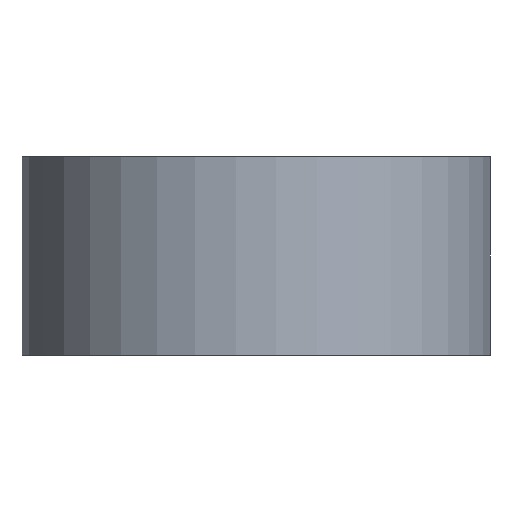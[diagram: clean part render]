
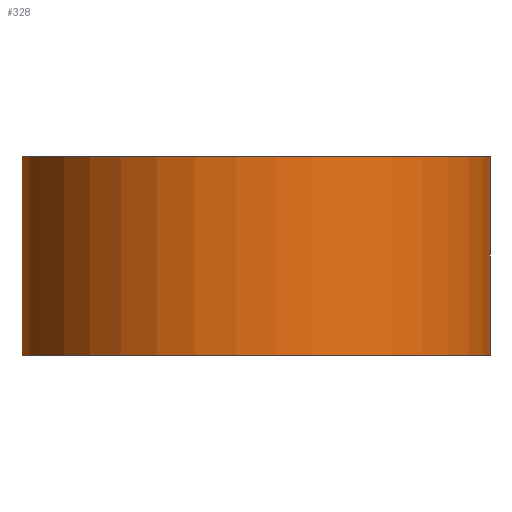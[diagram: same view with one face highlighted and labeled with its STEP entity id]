
A CAD part, front view. The second image highlights one B-rep face of the part: STEP entity #328.
In plain terms, the highlighted cylindrical face has radius 7.1 mm (diameter 14.2 mm), a partial arc.
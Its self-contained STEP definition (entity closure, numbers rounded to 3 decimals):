
#28=FACE_OUTER_BOUND('',#46,.T.);
#46=EDGE_LOOP('',(#222,#223,#224,#225));
#66=LINE('',#498,#94);
#67=LINE('',#501,#95);
#94=VECTOR('',#392,6.);
#95=VECTOR('',#395,6.);
#122=CIRCLE('',#349,7.1);
#123=CIRCLE('',#350,7.1);
#142=VERTEX_POINT('',#494);
#143=VERTEX_POINT('',#495);
#144=VERTEX_POINT('',#497);
#145=VERTEX_POINT('',#499);
#174=EDGE_CURVE('',#142,#143,#122,.T.);
#175=EDGE_CURVE('',#142,#144,#66,.T.);
#176=EDGE_CURVE('',#144,#145,#123,.T.);
#177=EDGE_CURVE('',#143,#145,#67,.T.);
#222=ORIENTED_EDGE('',*,*,#174,.F.);
#223=ORIENTED_EDGE('',*,*,#175,.T.);
#224=ORIENTED_EDGE('',*,*,#176,.T.);
#225=ORIENTED_EDGE('',*,*,#177,.F.);
#318=CYLINDRICAL_SURFACE('',#348,7.1);
#328=ADVANCED_FACE('',(#28),#318,.T.);
#348=AXIS2_PLACEMENT_3D('',#493,#388,#389);
#349=AXIS2_PLACEMENT_3D('',#496,#390,#391);
#350=AXIS2_PLACEMENT_3D('',#500,#393,#394);
#388=DIRECTION('center_axis',(0.,0.,-1.));
#389=DIRECTION('ref_axis',(-1.,0.,0.));
#390=DIRECTION('center_axis',(0.,0.,1.));
#391=DIRECTION('ref_axis',(1.,0.,0.));
#392=DIRECTION('',(0.,0.,-1.));
#393=DIRECTION('center_axis',(0.,0.,1.));
#394=DIRECTION('ref_axis',(1.,0.,0.));
#395=DIRECTION('',(0.,0.,-1.));
#493=CARTESIAN_POINT('Origin',(0.,0.,3.));
#494=CARTESIAN_POINT('',(-4.078,5.812,3.));
#495=CARTESIAN_POINT('',(4.078,5.812,3.));
#496=CARTESIAN_POINT('Origin',(0.,0.,3.));
#497=CARTESIAN_POINT('',(-4.078,5.812,-3.));
#498=CARTESIAN_POINT('',(-4.078,5.812,3.));
#499=CARTESIAN_POINT('',(4.078,5.812,-3.));
#500=CARTESIAN_POINT('Origin',(0.,0.,-3.));
#501=CARTESIAN_POINT('',(4.078,5.812,3.));
